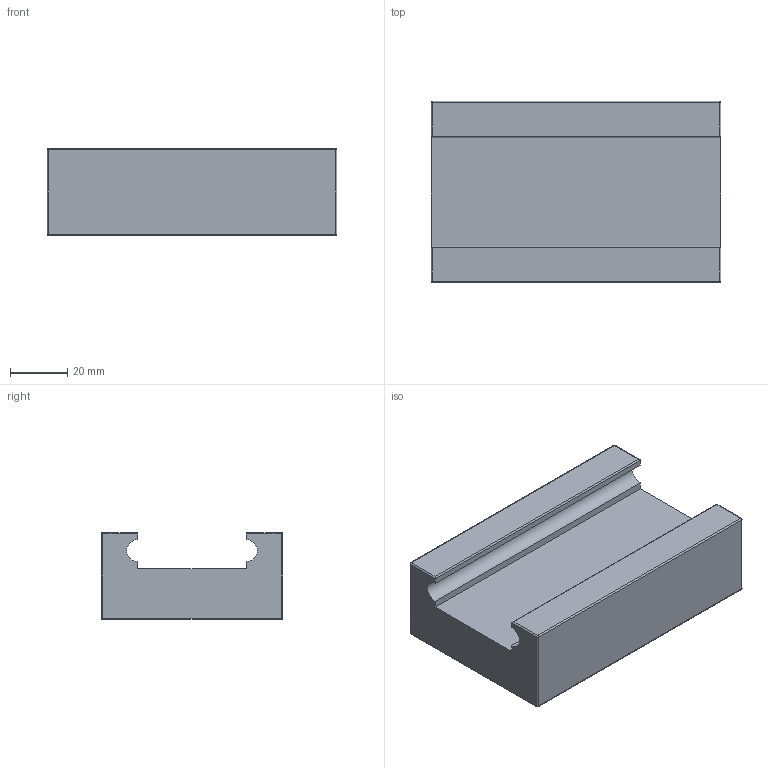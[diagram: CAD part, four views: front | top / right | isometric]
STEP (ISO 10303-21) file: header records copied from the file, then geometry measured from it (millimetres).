
FILE_DESCRIPTION (( 'STEP AP203' ), '1' );
FILE_NAME ('puma_gripper_base_Default_sldprt.STEP', '2021-12-14T20:35:23', ( 'China' ), ( 'Home' ), 'SwSTEP 2.0', 'SolidWorks 2020', '' );
FILE_SCHEMA (( 'CONFIG_CONTROL_DESIGN' ));
Length unit declared in the file: inch
Products named in the file (1): puma_gripper_base_Default_sldprt
Bounding box: 101.6 x 63.5 x 30.48 mm (x, y, z)
Volume: 136909.8 mm3; surface area: 25695.6 mm2
Topology: 1 solids, 1 shells, 43 faces, 98 edges, 50 vertices
Faces by surface type: cylinder 20, plane 13, sphere 8, cone 2
Entity records: 1197 total; most frequent: DIRECTION 208, CARTESIAN_POINT 196, ORIENTED_EDGE 180, EDGE_CURVE 90, AXIS2_PLACEMENT_3D 78, LINE 52, VECTOR 52, VERTEX_POINT 50
